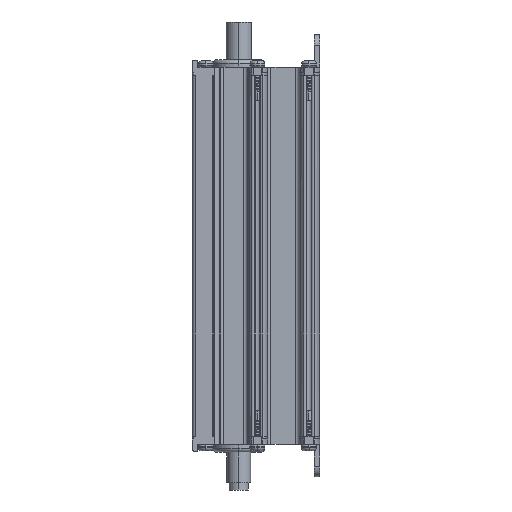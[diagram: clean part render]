
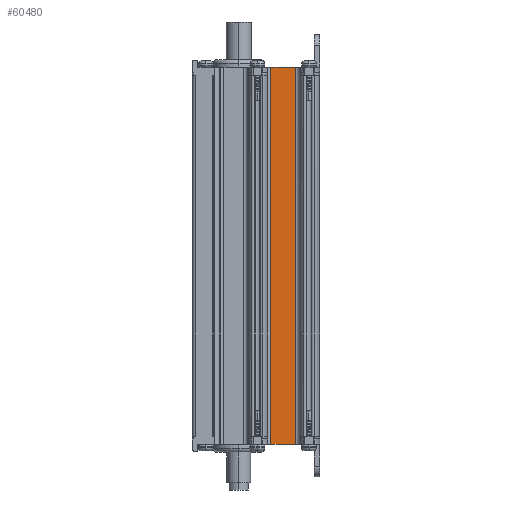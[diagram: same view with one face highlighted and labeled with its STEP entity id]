
A CAD part, left-side view. The second image highlights one B-rep face of the part: STEP entity #60480.
In plain terms, the highlighted face is planar.
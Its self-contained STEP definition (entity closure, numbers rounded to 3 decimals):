
#40390=CARTESIAN_POINT('',(30.55,-5.812,1.6));
#40400=VERTEX_POINT('',#40390);
#40430=CARTESIAN_POINT('',(30.55,-5.812,1.6));
#40440=DIRECTION('',(0.,-1.,0.));
#40450=VECTOR('',#40440,1.);
#40460=LINE('',#40430,#40450);
#40470=CARTESIAN_POINT('',(30.55,-13.081,1.6));
#40480=VERTEX_POINT('',#40470);
#40490=EDGE_CURVE('',#40400,#40480,#40460,.T.);
#59800=CARTESIAN_POINT('',(30.55,-13.081,-108.2));
#59810=VERTEX_POINT('',#59800);
#60160=CARTESIAN_POINT('',(30.55,-13.081,1.6));
#60170=DIRECTION('',(0.,0.,-1.));
#60180=VECTOR('',#60170,1.);
#60190=LINE('',#60160,#60180);
#60200=EDGE_CURVE('',#40480,#59810,#60190,.T.);
#60250=CARTESIAN_POINT('',(30.55,-14.,0.));
#60260=DIRECTION('',(1.,0.,0.));
#60270=DIRECTION('',(0.,1.,0.));
#60280=AXIS2_PLACEMENT_3D('',#60250,#60260,#60270);
#60290=PLANE('',#60280);
#60300=CARTESIAN_POINT('',(30.55,-5.812,-108.2));
#60310=DIRECTION('',(0.,-1.,0.));
#60320=VECTOR('',#60310,1.);
#60330=LINE('',#60300,#60320);
#60340=CARTESIAN_POINT('',(30.55,-5.812,-108.2));
#60350=VERTEX_POINT('',#60340);
#60360=EDGE_CURVE('',#60350,#59810,#60330,.T.);
#60370=ORIENTED_EDGE('',*,*,#60360,.F.);
#60380=ORIENTED_EDGE('',*,*,#60200,.T.);
#60390=ORIENTED_EDGE('',*,*,#40490,.T.);
#60400=CARTESIAN_POINT('',(30.55,-5.812,0.));
#60410=DIRECTION('',(0.,0.,1.));
#60420=VECTOR('',#60410,1.);
#60430=LINE('',#60400,#60420);
#60440=EDGE_CURVE('',#60350,#40400,#60430,.T.);
#60450=ORIENTED_EDGE('',*,*,#60440,.T.);
#60460=EDGE_LOOP('',(#60450,#60390,#60380,#60370));
#60470=FACE_OUTER_BOUND('',#60460,.T.);
#60480=ADVANCED_FACE('',(#60470),#60290,.T.);
